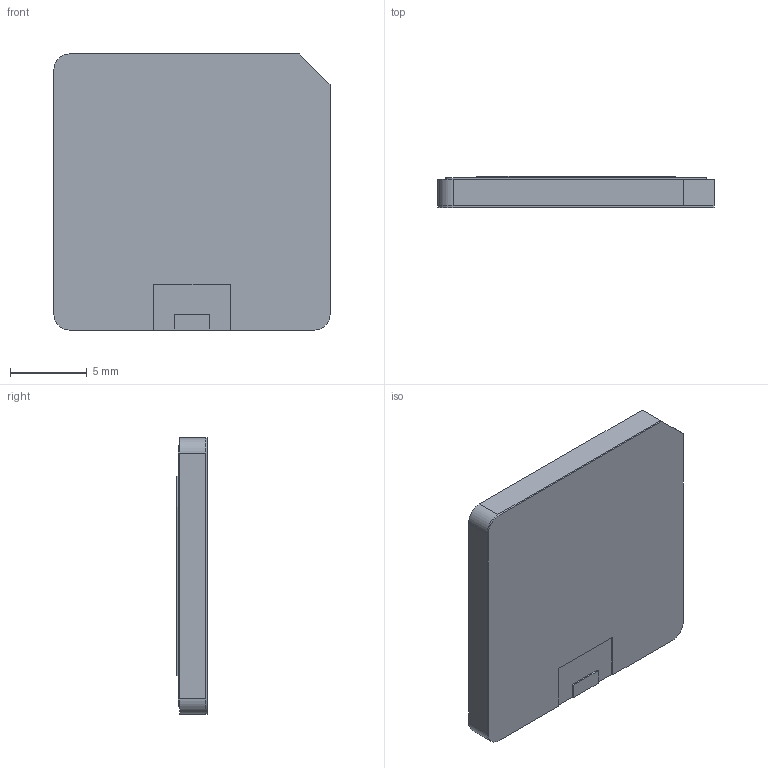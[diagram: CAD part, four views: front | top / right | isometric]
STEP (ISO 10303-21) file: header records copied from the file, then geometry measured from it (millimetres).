
FILE_DESCRIPTION (( 'STEP AP214' ), '1' );
FILE_NAME ('User Library-GPS ANTENA YAGEO ANT1818B00AT1575A.STEP', '2019-02-18T15:57:41', ( '' ), ( '' ), 'SwSTEP 2.0', 'SolidWorks 2019', '' );
FILE_SCHEMA (( 'AUTOMOTIVE_DESIGN' ));
Length unit declared in the file: millimetre
Products named in the file (1): User Library-GPS ANTENA YAGEO ANT1818B00AT1575A
Bounding box: 18 x 2 x 18 mm (x, y, z)
Volume: 622.4 mm3; surface area: 2302.8 mm2
Topology: 5 solids, 5 shells, 48 faces, 114 edges, 76 vertices
Faces by surface type: plane 39, cylinder 9
Entity records: 1754 total; most frequent: CARTESIAN_POINT 239, DIRECTION 230, ORIENTED_EDGE 228, EDGE_CURVE 114, LINE 96, VECTOR 96, VERTEX_POINT 76, AXIS2_PLACEMENT_3D 67
